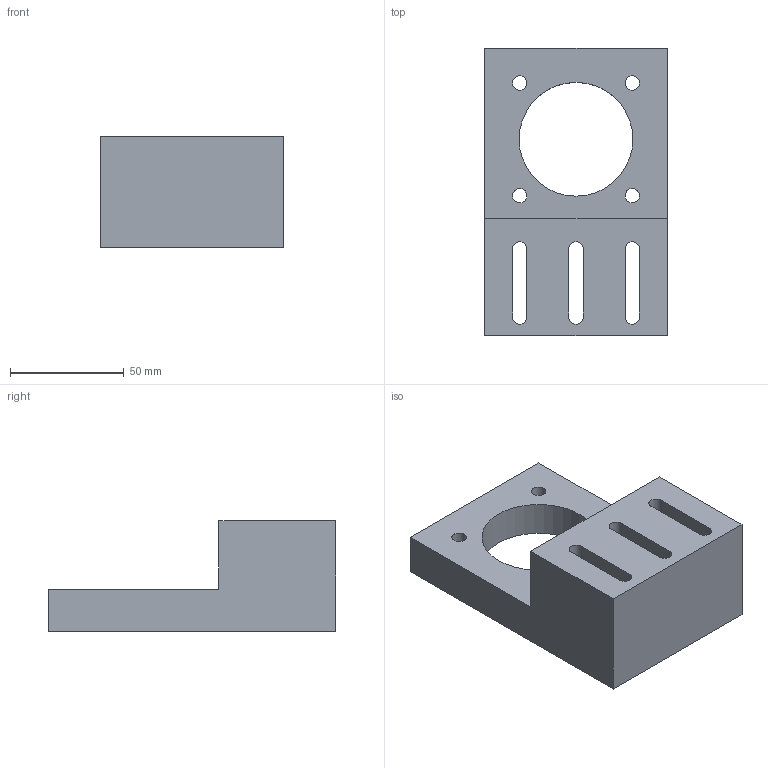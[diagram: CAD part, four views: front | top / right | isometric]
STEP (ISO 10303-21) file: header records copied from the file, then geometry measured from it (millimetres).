
FILE_DESCRIPTION(/* description */ (''),/* implementation_level */ '2;1');
FILE_NAME(/* name */ 'Flansch-Motor-Achse-Y.step',/* time_stamp */ '2023-05-26T16:19:32+02:00',/* author */ ('MVM1'),/* organization */ (''),/* preprocessor_version */ 'ST-DEVELOPER v19',/* originating_system */ 'Autodesk Inventor 2023',/* authorisation */ '');
FILE_SCHEMA (('AUTOMOTIVE_DESIGN { 1 0 10303 214 3 1 1 }'));
Length unit declared in the file: millimetre
Products named in the file (1): Flansch-Motor-Achse-Y
Bounding box: 80 x 126.3 x 48.5 mm (x, y, z)
Volume: 236785.7 mm3; surface area: 46296.3 mm2
Topology: 1 solids, 1 shells, 27 faces, 72 edges, 48 vertices
Faces by surface type: plane 15, cylinder 12
Full cylindrical faces by diameter (mm): 6.3 x4, 50 x1, 60 x1
Entity records: 925 total; most frequent: DIRECTION 152, CARTESIAN_POINT 148, ORIENTED_EDGE 144, EDGE_CURVE 72, AXIS2_PLACEMENT_3D 52, LINE 48, VECTOR 48, VERTEX_POINT 48
